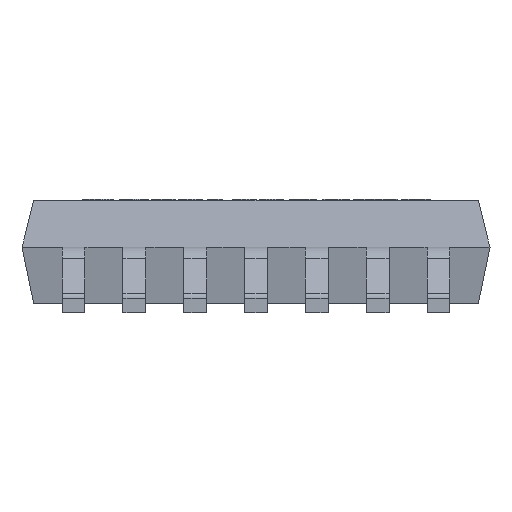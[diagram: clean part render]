
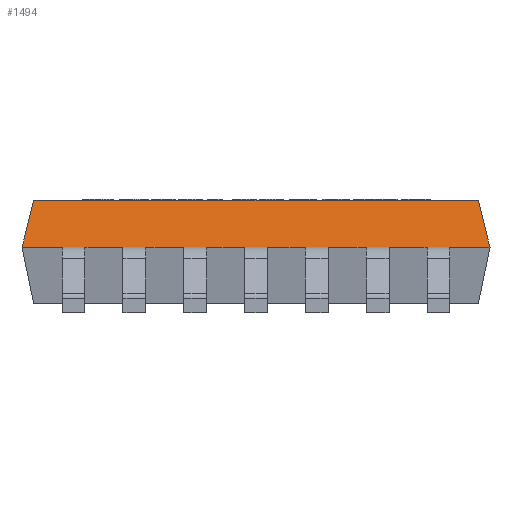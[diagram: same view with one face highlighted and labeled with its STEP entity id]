
A CAD part, left-side view. The second image highlights one B-rep face of the part: STEP entity #1494.
In plain terms, the highlighted free-form (B-spline) face has degree [1, 1] with [2, 2] control points.
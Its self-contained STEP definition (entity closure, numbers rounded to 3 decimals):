
#24 = VERTEX_POINT('',#25);
#25 = CARTESIAN_POINT('',(-2.09,-2.375,1.2));
#31 = EDGE_CURVE('',#24,#32,#34,.T.);
#32 = VERTEX_POINT('',#33);
#33 = CARTESIAN_POINT('',(-2.09,2.375,1.2));
#34 = LINE('',#35,#36);
#35 = CARTESIAN_POINT('',(-2.09,-2.375,1.2));
#36 = VECTOR('',#37,1.);
#37 = DIRECTION('',(0.,1.,0.));
#1335 = EDGE_CURVE('',#24,#1336,#1338,.T.);
#1336 = VERTEX_POINT('',#1337);
#1337 = CARTESIAN_POINT('',(-2.2,-2.5,0.7));
#1338 = B_SPLINE_CURVE_WITH_KNOTS('',1,(#1339,#1340),.UNSPECIFIED.,.F.,
  .F.,(2,2),(0.,1.),.PIECEWISE_BEZIER_KNOTS.);
#1339 = CARTESIAN_POINT('',(-2.09,-2.375,1.2));
#1340 = CARTESIAN_POINT('',(-2.2,-2.5,0.7));
#1494 = ADVANCED_FACE('',(#1495),#1624,.T.);
#1495 = FACE_BOUND('',#1496,.T.);
#1496 = EDGE_LOOP('',(#1497,#1498,#1505,#1513,#1521,#1529,#1537,#1545,
    #1553,#1561,#1569,#1577,#1585,#1593,#1601,#1609,#1617,#1623));
#1497 = ORIENTED_EDGE('',*,*,#31,.T.);
#1498 = ORIENTED_EDGE('',*,*,#1499,.T.);
#1499 = EDGE_CURVE('',#32,#1500,#1502,.T.);
#1500 = VERTEX_POINT('',#1501);
#1501 = CARTESIAN_POINT('',(-2.2,2.5,0.7));
#1502 = B_SPLINE_CURVE_WITH_KNOTS('',1,(#1503,#1504),.UNSPECIFIED.,.F.,
  .F.,(2,2),(0.,1.),.PIECEWISE_BEZIER_KNOTS.);
#1503 = CARTESIAN_POINT('',(-2.09,2.375,1.2));
#1504 = CARTESIAN_POINT('',(-2.2,2.5,0.7));
#1505 = ORIENTED_EDGE('',*,*,#1506,.F.);
#1506 = EDGE_CURVE('',#1507,#1500,#1509,.T.);
#1507 = VERTEX_POINT('',#1508);
#1508 = CARTESIAN_POINT('',(-2.2,2.073,0.7));
#1509 = LINE('',#1510,#1511);
#1510 = CARTESIAN_POINT('',(-2.2,-2.5,0.7));
#1511 = VECTOR('',#1512,1.);
#1512 = DIRECTION('',(0.,1.,0.));
#1513 = ORIENTED_EDGE('',*,*,#1514,.F.);
#1514 = EDGE_CURVE('',#1515,#1507,#1517,.T.);
#1515 = VERTEX_POINT('',#1516);
#1516 = CARTESIAN_POINT('',(-2.2,1.828,0.7));
#1517 = LINE('',#1518,#1519);
#1518 = CARTESIAN_POINT('',(-2.2,-2.5,0.7));
#1519 = VECTOR('',#1520,1.);
#1520 = DIRECTION('',(0.,1.,0.));
#1521 = ORIENTED_EDGE('',*,*,#1522,.F.);
#1522 = EDGE_CURVE('',#1523,#1515,#1525,.T.);
#1523 = VERTEX_POINT('',#1524);
#1524 = CARTESIAN_POINT('',(-2.2,1.423,0.7));
#1525 = LINE('',#1526,#1527);
#1526 = CARTESIAN_POINT('',(-2.2,-2.5,0.7));
#1527 = VECTOR('',#1528,1.);
#1528 = DIRECTION('',(0.,1.,0.));
#1529 = ORIENTED_EDGE('',*,*,#1530,.F.);
#1530 = EDGE_CURVE('',#1531,#1523,#1533,.T.);
#1531 = VERTEX_POINT('',#1532);
#1532 = CARTESIAN_POINT('',(-2.2,1.178,0.7));
#1533 = LINE('',#1534,#1535);
#1534 = CARTESIAN_POINT('',(-2.2,-2.5,0.7));
#1535 = VECTOR('',#1536,1.);
#1536 = DIRECTION('',(0.,1.,0.));
#1537 = ORIENTED_EDGE('',*,*,#1538,.F.);
#1538 = EDGE_CURVE('',#1539,#1531,#1541,.T.);
#1539 = VERTEX_POINT('',#1540);
#1540 = CARTESIAN_POINT('',(-2.2,0.773,0.7));
#1541 = LINE('',#1542,#1543);
#1542 = CARTESIAN_POINT('',(-2.2,-2.5,0.7));
#1543 = VECTOR('',#1544,1.);
#1544 = DIRECTION('',(0.,1.,0.));
#1545 = ORIENTED_EDGE('',*,*,#1546,.F.);
#1546 = EDGE_CURVE('',#1547,#1539,#1549,.T.);
#1547 = VERTEX_POINT('',#1548);
#1548 = CARTESIAN_POINT('',(-2.2,0.528,0.7));
#1549 = LINE('',#1550,#1551);
#1550 = CARTESIAN_POINT('',(-2.2,-2.5,0.7));
#1551 = VECTOR('',#1552,1.);
#1552 = DIRECTION('',(0.,1.,0.));
#1553 = ORIENTED_EDGE('',*,*,#1554,.F.);
#1554 = EDGE_CURVE('',#1555,#1547,#1557,.T.);
#1555 = VERTEX_POINT('',#1556);
#1556 = CARTESIAN_POINT('',(-2.2,0.123,0.7));
#1557 = LINE('',#1558,#1559);
#1558 = CARTESIAN_POINT('',(-2.2,-2.5,0.7));
#1559 = VECTOR('',#1560,1.);
#1560 = DIRECTION('',(0.,1.,0.));
#1561 = ORIENTED_EDGE('',*,*,#1562,.F.);
#1562 = EDGE_CURVE('',#1563,#1555,#1565,.T.);
#1563 = VERTEX_POINT('',#1564);
#1564 = CARTESIAN_POINT('',(-2.2,-0.123,0.7));
#1565 = LINE('',#1566,#1567);
#1566 = CARTESIAN_POINT('',(-2.2,-2.5,0.7));
#1567 = VECTOR('',#1568,1.);
#1568 = DIRECTION('',(0.,1.,0.));
#1569 = ORIENTED_EDGE('',*,*,#1570,.F.);
#1570 = EDGE_CURVE('',#1571,#1563,#1573,.T.);
#1571 = VERTEX_POINT('',#1572);
#1572 = CARTESIAN_POINT('',(-2.2,-0.528,0.7));
#1573 = LINE('',#1574,#1575);
#1574 = CARTESIAN_POINT('',(-2.2,-2.5,0.7));
#1575 = VECTOR('',#1576,1.);
#1576 = DIRECTION('',(0.,1.,0.));
#1577 = ORIENTED_EDGE('',*,*,#1578,.F.);
#1578 = EDGE_CURVE('',#1579,#1571,#1581,.T.);
#1579 = VERTEX_POINT('',#1580);
#1580 = CARTESIAN_POINT('',(-2.2,-0.773,0.7));
#1581 = LINE('',#1582,#1583);
#1582 = CARTESIAN_POINT('',(-2.2,-2.5,0.7));
#1583 = VECTOR('',#1584,1.);
#1584 = DIRECTION('',(0.,1.,0.));
#1585 = ORIENTED_EDGE('',*,*,#1586,.F.);
#1586 = EDGE_CURVE('',#1587,#1579,#1589,.T.);
#1587 = VERTEX_POINT('',#1588);
#1588 = CARTESIAN_POINT('',(-2.2,-1.178,0.7));
#1589 = LINE('',#1590,#1591);
#1590 = CARTESIAN_POINT('',(-2.2,-2.5,0.7));
#1591 = VECTOR('',#1592,1.);
#1592 = DIRECTION('',(0.,1.,0.));
#1593 = ORIENTED_EDGE('',*,*,#1594,.F.);
#1594 = EDGE_CURVE('',#1595,#1587,#1597,.T.);
#1595 = VERTEX_POINT('',#1596);
#1596 = CARTESIAN_POINT('',(-2.2,-1.423,0.7));
#1597 = LINE('',#1598,#1599);
#1598 = CARTESIAN_POINT('',(-2.2,-2.5,0.7));
#1599 = VECTOR('',#1600,1.);
#1600 = DIRECTION('',(0.,1.,0.));
#1601 = ORIENTED_EDGE('',*,*,#1602,.F.);
#1602 = EDGE_CURVE('',#1603,#1595,#1605,.T.);
#1603 = VERTEX_POINT('',#1604);
#1604 = CARTESIAN_POINT('',(-2.2,-1.828,0.7));
#1605 = LINE('',#1606,#1607);
#1606 = CARTESIAN_POINT('',(-2.2,-2.5,0.7));
#1607 = VECTOR('',#1608,1.);
#1608 = DIRECTION('',(0.,1.,0.));
#1609 = ORIENTED_EDGE('',*,*,#1610,.F.);
#1610 = EDGE_CURVE('',#1611,#1603,#1613,.T.);
#1611 = VERTEX_POINT('',#1612);
#1612 = CARTESIAN_POINT('',(-2.2,-2.073,0.7));
#1613 = LINE('',#1614,#1615);
#1614 = CARTESIAN_POINT('',(-2.2,-2.5,0.7));
#1615 = VECTOR('',#1616,1.);
#1616 = DIRECTION('',(0.,1.,0.));
#1617 = ORIENTED_EDGE('',*,*,#1618,.F.);
#1618 = EDGE_CURVE('',#1336,#1611,#1619,.T.);
#1619 = LINE('',#1620,#1621);
#1620 = CARTESIAN_POINT('',(-2.2,-2.5,0.7));
#1621 = VECTOR('',#1622,1.);
#1622 = DIRECTION('',(0.,1.,0.));
#1623 = ORIENTED_EDGE('',*,*,#1335,.F.);
#1624 = B_SPLINE_SURFACE_WITH_KNOTS('',1,1,(
    (#1625,#1626)
    ,(#1627,#1628
    )),.UNSPECIFIED.,.F.,.F.,.F.,(2,2),(2,2),(0.,5.),(0.,1.),
  .PIECEWISE_BEZIER_KNOTS.);
#1625 = CARTESIAN_POINT('',(-2.09,-2.375,1.2));
#1626 = CARTESIAN_POINT('',(-2.2,-2.5,0.7));
#1627 = CARTESIAN_POINT('',(-2.09,2.375,1.2));
#1628 = CARTESIAN_POINT('',(-2.2,2.5,0.7));
